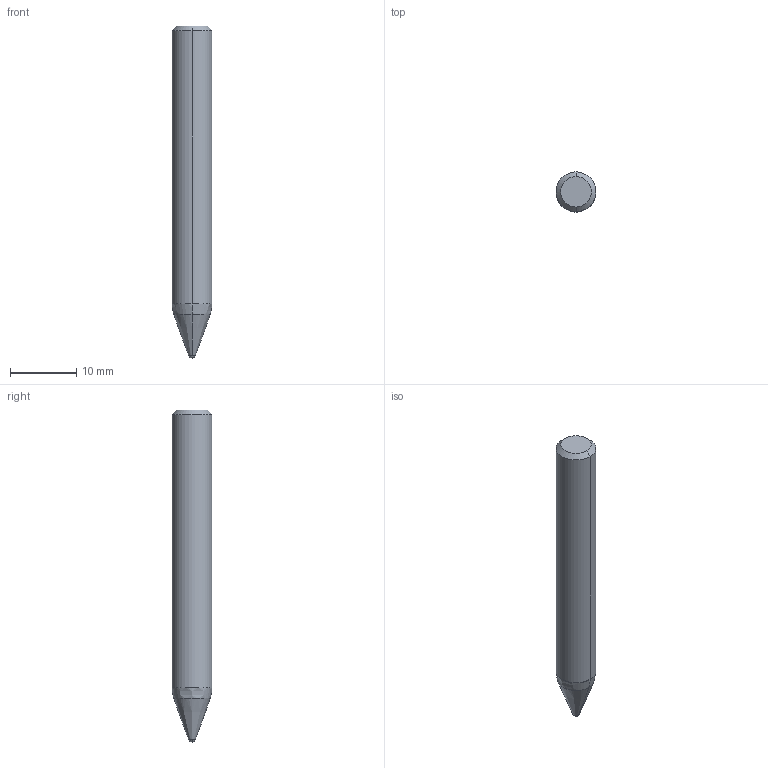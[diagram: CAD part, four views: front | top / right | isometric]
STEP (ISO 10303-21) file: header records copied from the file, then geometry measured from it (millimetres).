
FILE_DESCRIPTION(/* description */ (''),/* implementation_level */ '2;1');
FILE_NAME(/* name */ '8549544.stp',/* time_stamp */ '2020-02-28T14:06:40+09:00',/* author */ (''),/* organization */ (''),/* preprocessor_version */ 'ST-DEVELOPER v16.7',/* originating_system */ 'SIEMENS PLM Software NX 12.0',/* authorisation */ '');
FILE_SCHEMA (('AUTOMOTIVE_DESIGN { 1 0 10303 214 3 1 1 1 }'));
Length unit declared in the file: millimetre
Products named in the file (3): NOCUT_8549544; CUT_8549544; 8549544
Assembly tree (2 placements, depth 2):
  8549544
    CUT_8549544
    NOCUT_8549544
Bounding box: 6 x 6 x 50 mm (x, y, z)
Volume: 1281.9 mm3; surface area: 963.7 mm2
Topology: 2 solids, 2 shells, 15 faces, 33 edges, 31 vertices
Faces by surface type: cylinder 4, bspline 4, plane 3, sphere 2, cone 2
Entity records: 609 total; most frequent: CARTESIAN_POINT 136, DIRECTION 94, ORIENTED_EDGE 56, AXIS2_PLACEMENT_3D 43, EDGE_CURVE 28, CIRCLE 25, VERTEX_POINT 17, ADVANCED_FACE 15
